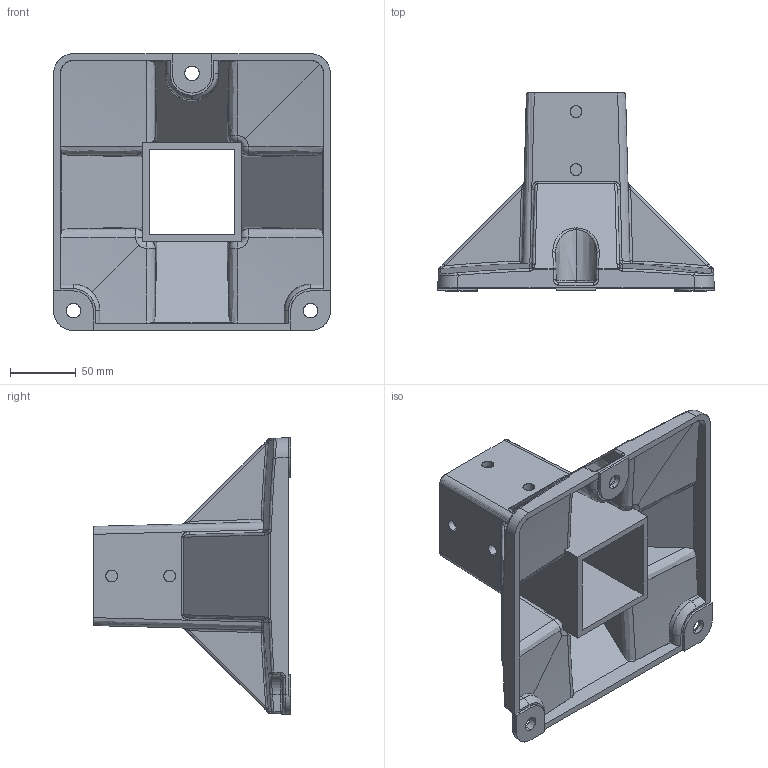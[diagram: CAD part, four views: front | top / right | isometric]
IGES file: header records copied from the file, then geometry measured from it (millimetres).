
Start section: SolidWorks IGES file using analytic representation for surfaces
Global section: file name: ALF-FS-A6464.igs; native system: SolidWorks 2022; preprocessor: SolidWorks 2022; author: kb; date: 240816.153448; units: millimetre
Bounding box: 209.8 x 149.9 x 209.8 mm (x, y, z)
Surface area: 219855.1 mm2 (no closed solid volume)
Topology: 0 solids, 0 shells, 310 faces, 3551 edges, 3528 vertices
Faces by surface type: bspline 175, revolution 135
